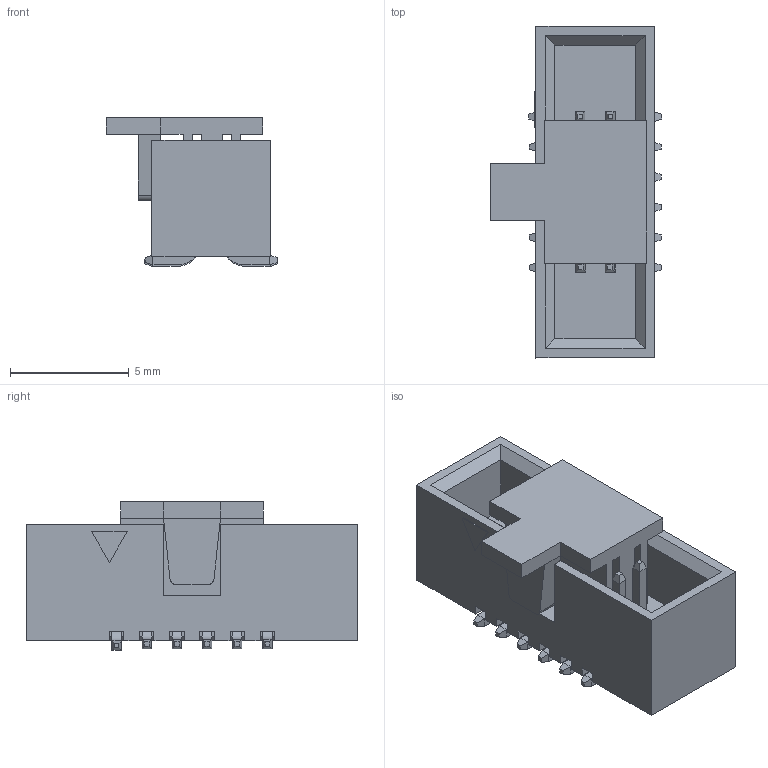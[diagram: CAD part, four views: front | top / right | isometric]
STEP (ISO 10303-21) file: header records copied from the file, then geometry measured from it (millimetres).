
FILE_DESCRIPTION(/* description */ ('Unknown'),/* implementation_level */ '2;1');
FILE_NAME(/* name */ 'J_Wurth_WR-BHD_62731220621',/* time_stamp */ '2025-05-20T15:23:58+08:00',/* author */ ('Unknown'),/* organization */ ('Unknown'),/* preprocessor_version */ 'ST-DEVELOPER v19.4',/* originating_system */ 'Solid Edge',/* authorisation */ 'Unknown');
FILE_SCHEMA (('AUTOMOTIVE_DESIGN {1 0 10303 214 3 1 1}'));
Length unit declared in the file: millimetre
Products named in the file (2): J_Wurth_WR-BHD_62731220621
Assembly tree (1 placements, depth 2):
  J_Wurth_WR-BHD_62731220621
    J_Wurth_WR-BHD_62731220621
Bounding box: 7.22 x 13.97 x 6.26 mm (x, y, z)
Volume: 269.9 mm3; surface area: 794.5 mm2
Topology: 14 solids, 14 shells, 401 faces, 1022 edges, 638 vertices
Faces by surface type: plane 375, cylinder 26
Entity records: 12972 total; most frequent: CARTESIAN_POINT 2063, ORIENTED_EDGE 2044, DIRECTION 1880, EDGE_CURVE 1022, LINE 970, VECTOR 970, VERTEX_POINT 638, AXIS2_PLACEMENT_3D 455
